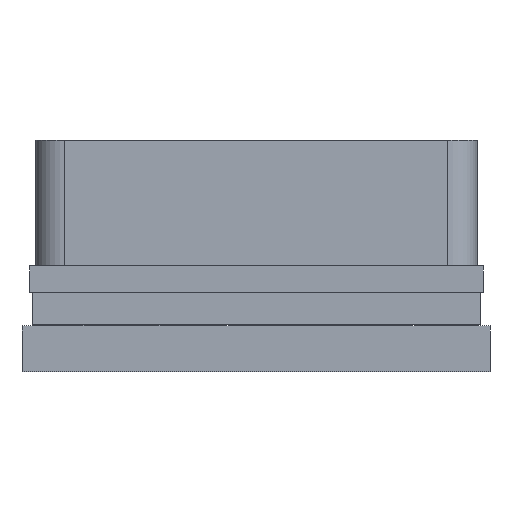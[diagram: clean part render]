
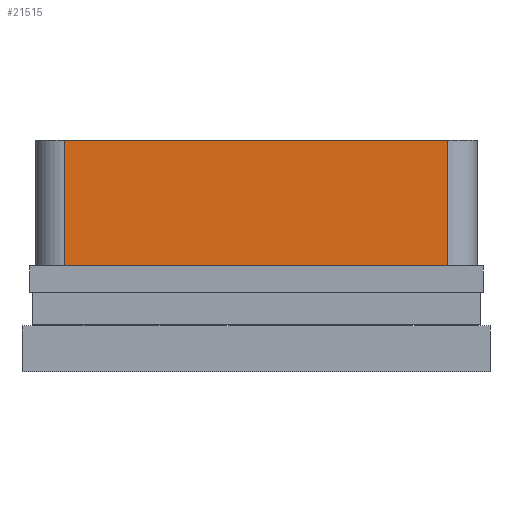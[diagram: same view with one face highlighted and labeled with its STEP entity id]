
A CAD part, front view. The second image highlights one B-rep face of the part: STEP entity #21515.
In plain terms, the highlighted planar face has unit normal (0, -1, 0).
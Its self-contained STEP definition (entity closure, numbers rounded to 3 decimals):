
#1417=PLANE('',#23193);
#2488=FACE_OUTER_BOUND('',#3782,.T.);
#3782=EDGE_LOOP('',(#16882,#16883,#16884,#16885));
#5288=LINE('',#32106,#7864);
#5316=LINE('',#32180,#7892);
#5323=LINE('',#32193,#7899);
#5324=LINE('',#32194,#7900);
#7864=VECTOR('',#25927,1000.);
#7892=VECTOR('',#25991,1000.);
#7899=VECTOR('',#26006,1000.);
#7900=VECTOR('',#26007,1000.);
#10727=VERTEX_POINT('',#32103);
#10728=VERTEX_POINT('',#32105);
#10755=VERTEX_POINT('',#32177);
#10756=VERTEX_POINT('',#32179);
#13025=EDGE_CURVE('',#10727,#10728,#5288,.T.);
#13061=EDGE_CURVE('',#10756,#10755,#5316,.T.);
#13069=EDGE_CURVE('',#10755,#10728,#5323,.T.);
#13070=EDGE_CURVE('',#10727,#10756,#5324,.T.);
#16882=ORIENTED_EDGE('',*,*,#13061,.T.);
#16883=ORIENTED_EDGE('',*,*,#13069,.T.);
#16884=ORIENTED_EDGE('',*,*,#13025,.F.);
#16885=ORIENTED_EDGE('',*,*,#13070,.T.);
#21515=ADVANCED_FACE('',(#2488),#1417,.F.);
#23193=AXIS2_PLACEMENT_3D('',#32192,#26004,#26005);
#25927=DIRECTION('',(1.,0.,0.));
#25991=DIRECTION('',(1.,0.,0.));
#26004=DIRECTION('center_axis',(0.,1.,0.));
#26005=DIRECTION('ref_axis',(-1.,0.,0.));
#26006=DIRECTION('',(0.,0.,1.));
#26007=DIRECTION('',(0.,0.,-1.));
#32103=CARTESIAN_POINT('',(-6.538,-7.573,6.35));
#32105=CARTESIAN_POINT('',(6.562,-7.573,6.35));
#32106=CARTESIAN_POINT('',(7.562,-7.573,6.35));
#32177=CARTESIAN_POINT('',(6.562,-7.573,2.05));
#32179=CARTESIAN_POINT('',(-6.538,-7.573,2.05));
#32180=CARTESIAN_POINT('',(7.562,-7.573,2.05));
#32192=CARTESIAN_POINT('Origin',(7.562,-7.573,6.35));
#32193=CARTESIAN_POINT('',(6.562,-7.573,6.35));
#32194=CARTESIAN_POINT('',(-6.538,-7.573,6.35));
